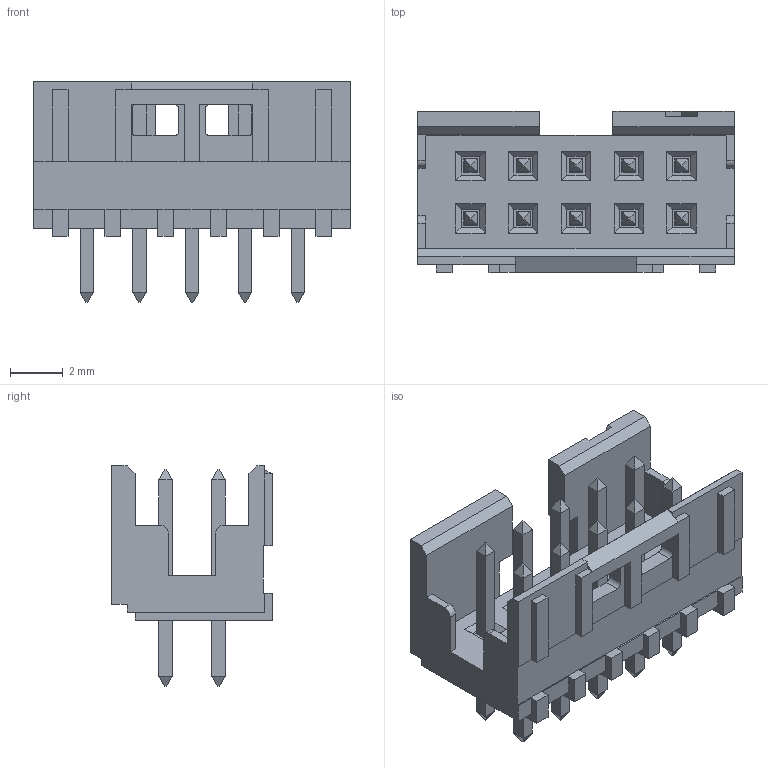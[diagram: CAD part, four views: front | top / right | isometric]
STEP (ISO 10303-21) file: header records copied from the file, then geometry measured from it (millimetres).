
FILE_DESCRIPTION((''),'2;1');
FILE_NAME('98414-X06-10_ASM','2008-08-20T',('lsaillard'),('FCI - CDC Division'),'PRO/ENGINEER BY PARAMETRIC TECHNOLOGY CORPORATION, 2008010','PRO/ENGINEER BY PARAMETRIC TECHNOLOGY CORPORATION, 2008010','');
FILE_SCHEMA(('CONFIG_CONTROL_DESIGN'));
Length unit declared in the file: millimetre
Products named in the file (1): 98414-X06-10_ASM
Bounding box: 12 x 6.1 x 8.35 mm (x, y, z)
Volume: 173.8 mm3; surface area: 587 mm2
Topology: 1 solids, 1 shells, 418 faces, 1056 edges, 648 vertices
Faces by surface type: plane 406, cylinder 12
Entity records: 12166 total; most frequent: CARTESIAN_POINT 2122, ORIENTED_EDGE 2112, DIRECTION 1916, EDGE_CURVE 1056, VECTOR 1032, LINE 1032, VERTEX_POINT 648, EDGE_LOOP 450
